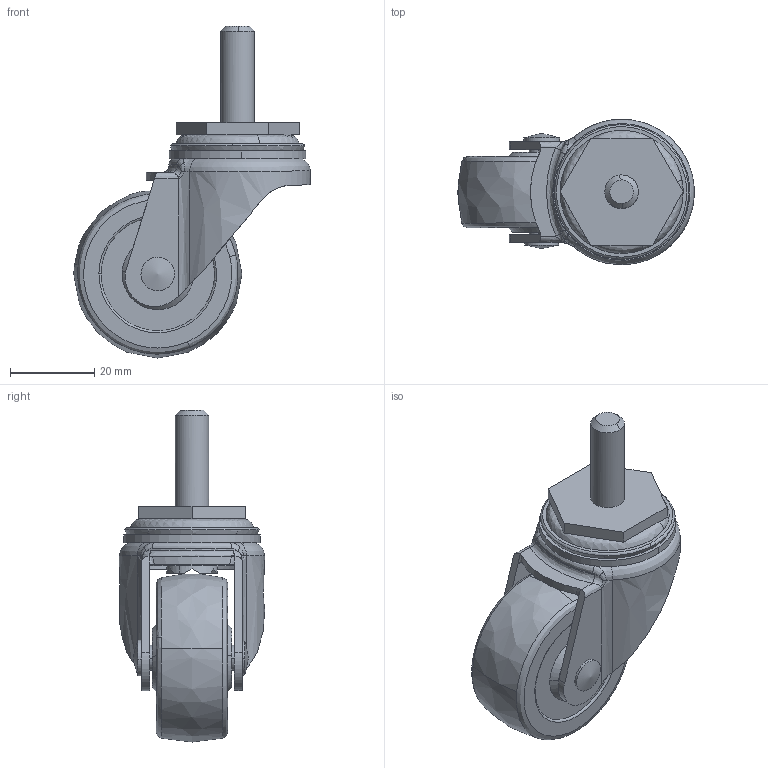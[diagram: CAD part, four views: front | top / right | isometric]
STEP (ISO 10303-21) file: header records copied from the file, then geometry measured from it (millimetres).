
FILE_DESCRIPTION((''),'2;1');
FILE_NAME('','2005-12-15T16:40:17',(''),(''),'','CADfix','');
FILE_SCHEMA(('AUTOMOTIVE_DESIGN'));
Length unit declared in the file: millimetre
Products named in the file (5): wheel; main shaft; body; axle; No_302T_23191_36
Assembly tree (4 placements, depth 2):
  No_302T_23191_36
    wheel
    main shaft
    body
    axle
Bounding box: 56.29 x 34.6 x 79 mm (x, y, z)
Volume: 34292.3 mm3; surface area: 14979.7 mm2
Topology: 5 solids, 5 shells, 161 faces, 464 edges, 327 vertices
Faces by surface type: bspline 161
Entity records: 7297 total; most frequent: CARTESIAN_POINT 4700, ORIENTED_EDGE 924, EDGE_CURVE 462, VERTEX_POINT 327, EDGE_LOOP 185, FACE_OUTER_BOUND 160, ADVANCED_FACE 160, QUASI_UNIFORM_CURVE 117
